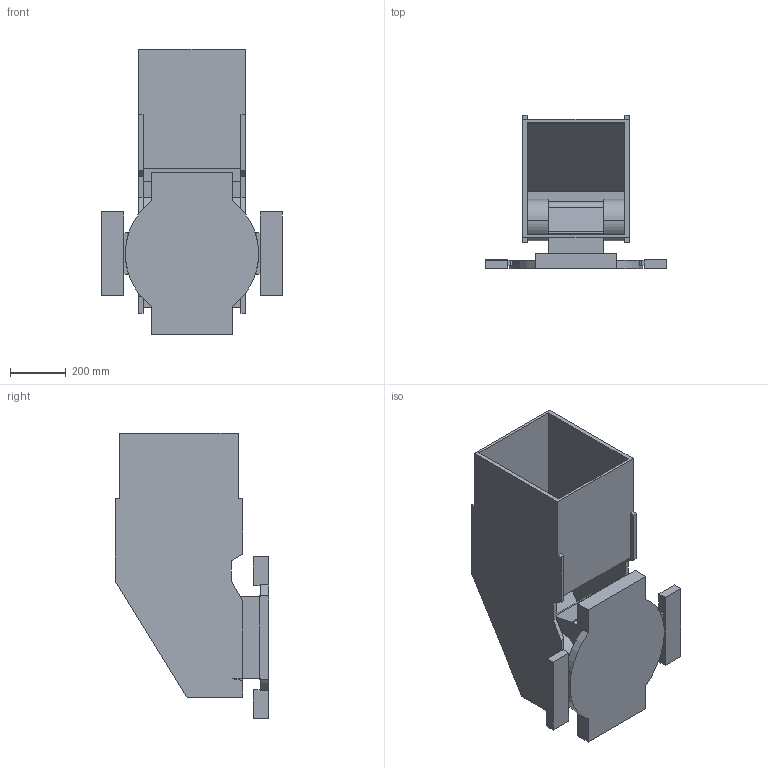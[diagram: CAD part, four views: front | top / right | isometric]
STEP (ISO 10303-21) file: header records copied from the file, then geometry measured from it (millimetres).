
FILE_DESCRIPTION (( 'STEP AP203' ), '1' );
FILE_NAME ('BeamSupport2_Default_sldprt.STEP', '2023-04-26T21:19:06', ( '' ), ( '' ), 'SwSTEP 2.0', 'SolidWorks 2022', '' );
FILE_SCHEMA (( 'CONFIG_CONTROL_DESIGN' ));
Length unit declared in the file: millimetre
Products named in the file (1): BeamSupport2_Default_sldprt
Bounding box: 650 x 552 x 1027 mm (x, y, z)
Volume: 40318655.5 mm3; surface area: 3579376.9 mm2
Topology: 1 solids, 1 shells, 103 faces, 287 edges, 190 vertices
Faces by surface type: plane 89, cylinder 14
Entity records: 3350 total; most frequent: CARTESIAN_POINT 581, ORIENTED_EDGE 574, DIRECTION 531, EDGE_CURVE 287, LINE 251, VECTOR 251, VERTEX_POINT 190, AXIS2_PLACEMENT_3D 140
